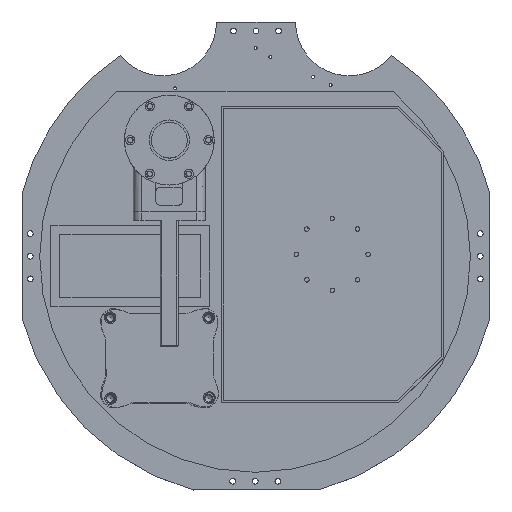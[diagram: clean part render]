
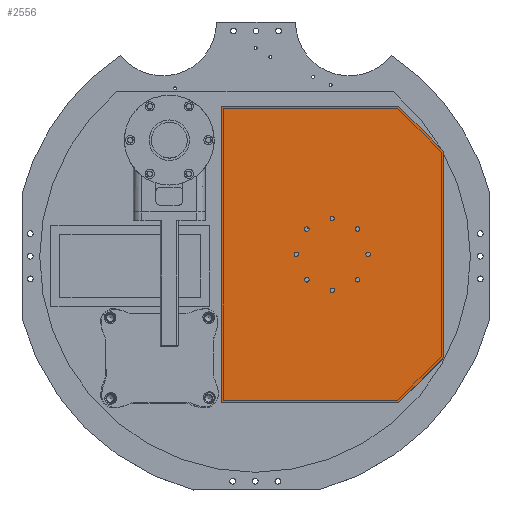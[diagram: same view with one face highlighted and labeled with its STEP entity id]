
A CAD part, top view. The second image highlights one B-rep face of the part: STEP entity #2556.
In plain terms, the highlighted face is planar.
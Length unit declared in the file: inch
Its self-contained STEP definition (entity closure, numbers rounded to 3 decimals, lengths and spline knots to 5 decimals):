
#1415=FACE_BOUND('',#4029,.T.);
#1416=FACE_BOUND('',#4030,.T.);
#1417=FACE_BOUND('',#4031,.T.);
#1418=FACE_BOUND('',#4032,.T.);
#1419=FACE_BOUND('',#4033,.T.);
#1420=FACE_BOUND('',#4034,.T.);
#1421=FACE_BOUND('',#4035,.T.);
#1422=FACE_BOUND('',#4036,.T.);
#1423=FACE_BOUND('',#4037,.T.);
#2042=CIRCLE('',#10598,0.0625);
#2043=CIRCLE('',#10599,0.0625);
#2044=CIRCLE('',#10600,0.0625);
#2045=CIRCLE('',#10601,0.0625);
#2046=CIRCLE('',#10602,0.0625);
#2047=CIRCLE('',#10603,0.0625);
#2048=CIRCLE('',#10604,0.0625);
#2049=CIRCLE('',#10605,0.0625);
#2556=ADVANCED_FACE('',(#1415,#1416,#1417,#1418,#1419,#1420,#1421,#1422,
#1423),#2818,.F.);
#2818=PLANE('',#10606);
#4029=EDGE_LOOP('',(#6201));
#4030=EDGE_LOOP('',(#6202));
#4031=EDGE_LOOP('',(#6203));
#4032=EDGE_LOOP('',(#6204));
#4033=EDGE_LOOP('',(#6205));
#4034=EDGE_LOOP('',(#6206));
#4035=EDGE_LOOP('',(#6207));
#4036=EDGE_LOOP('',(#6208));
#4037=EDGE_LOOP('',(#6209,#6210,#6211,#6212,#6213,#6214));
#6201=ORIENTED_EDGE('',*,*,#8325,.F.);
#6202=ORIENTED_EDGE('',*,*,#8326,.F.);
#6203=ORIENTED_EDGE('',*,*,#8327,.F.);
#6204=ORIENTED_EDGE('',*,*,#8328,.F.);
#6205=ORIENTED_EDGE('',*,*,#8329,.F.);
#6206=ORIENTED_EDGE('',*,*,#8330,.F.);
#6207=ORIENTED_EDGE('',*,*,#8331,.F.);
#6208=ORIENTED_EDGE('',*,*,#8332,.F.);
#6209=ORIENTED_EDGE('',*,*,#8333,.F.);
#6210=ORIENTED_EDGE('',*,*,#8334,.F.);
#6211=ORIENTED_EDGE('',*,*,#8335,.F.);
#6212=ORIENTED_EDGE('',*,*,#8336,.F.);
#6213=ORIENTED_EDGE('',*,*,#8337,.F.);
#6214=ORIENTED_EDGE('',*,*,#8338,.F.);
#7202=VERTEX_POINT('',#16446);
#7203=VERTEX_POINT('',#16448);
#7204=VERTEX_POINT('',#16450);
#7205=VERTEX_POINT('',#16452);
#7206=VERTEX_POINT('',#16454);
#7207=VERTEX_POINT('',#16456);
#7208=VERTEX_POINT('',#16458);
#7209=VERTEX_POINT('',#16460);
#7210=VERTEX_POINT('',#16462);
#7211=VERTEX_POINT('',#16463);
#7212=VERTEX_POINT('',#16465);
#7213=VERTEX_POINT('',#16467);
#7214=VERTEX_POINT('',#16469);
#7215=VERTEX_POINT('',#16471);
#8325=EDGE_CURVE('',#7202,#7202,#2042,.T.);
#8326=EDGE_CURVE('',#7203,#7203,#2043,.T.);
#8327=EDGE_CURVE('',#7204,#7204,#2044,.T.);
#8328=EDGE_CURVE('',#7205,#7205,#2045,.T.);
#8329=EDGE_CURVE('',#7206,#7206,#2046,.T.);
#8330=EDGE_CURVE('',#7207,#7207,#2047,.T.);
#8331=EDGE_CURVE('',#7208,#7208,#2048,.T.);
#8332=EDGE_CURVE('',#7209,#7209,#2049,.T.);
#8333=EDGE_CURVE('',#7210,#7211,#8871,.T.);
#8334=EDGE_CURVE('',#7212,#7210,#8872,.T.);
#8335=EDGE_CURVE('',#7213,#7212,#8873,.T.);
#8336=EDGE_CURVE('',#7214,#7213,#8874,.T.);
#8337=EDGE_CURVE('',#7215,#7214,#8875,.T.);
#8338=EDGE_CURVE('',#7211,#7215,#8876,.T.);
#8871=LINE('',#16461,#9413);
#8872=LINE('',#16464,#9414);
#8873=LINE('',#16466,#9415);
#8874=LINE('',#16468,#9416);
#8875=LINE('',#16470,#9417);
#8876=LINE('',#16472,#9418);
#9413=VECTOR('',#13360,1.);
#9414=VECTOR('',#13361,1.);
#9415=VECTOR('',#13362,1.);
#9416=VECTOR('',#13363,1.);
#9417=VECTOR('',#13364,1.);
#9418=VECTOR('',#13365,1.);
#10598=AXIS2_PLACEMENT_3D('',#16445,#13344,#13345);
#10599=AXIS2_PLACEMENT_3D('',#16447,#13346,#13347);
#10600=AXIS2_PLACEMENT_3D('',#16449,#13348,#13349);
#10601=AXIS2_PLACEMENT_3D('',#16451,#13350,#13351);
#10602=AXIS2_PLACEMENT_3D('',#16453,#13352,#13353);
#10603=AXIS2_PLACEMENT_3D('',#16455,#13354,#13355);
#10604=AXIS2_PLACEMENT_3D('',#16457,#13356,#13357);
#10605=AXIS2_PLACEMENT_3D('',#16459,#13358,#13359);
#10606=AXIS2_PLACEMENT_3D('',#16473,#13366,#13367);
#13344=DIRECTION('',(-1.,0.,0.));
#13345=DIRECTION('',(0.,0.707,-0.707));
#13346=DIRECTION('',(-1.,0.,0.));
#13347=DIRECTION('',(0.,0.707,-0.707));
#13348=DIRECTION('',(-1.,0.,0.));
#13349=DIRECTION('',(0.,0.707,-0.707));
#13350=DIRECTION('',(-1.,0.,0.));
#13351=DIRECTION('',(0.,0.707,-0.707));
#13352=DIRECTION('',(-1.,0.,0.));
#13353=DIRECTION('',(0.,0.707,-0.707));
#13354=DIRECTION('',(-1.,0.,0.));
#13355=DIRECTION('',(0.,0.707,-0.707));
#13356=DIRECTION('',(-1.,0.,0.));
#13357=DIRECTION('',(0.,0.707,-0.707));
#13358=DIRECTION('',(-1.,0.,0.));
#13359=DIRECTION('',(0.,0.707,-0.707));
#13360=DIRECTION('',(0.,0.707,-0.707));
#13361=DIRECTION('',(0.,0.,-1.));
#13362=DIRECTION('',(0.,-1.,0.));
#13363=DIRECTION('',(0.,0.,1.));
#13364=DIRECTION('',(0.,0.707,0.707));
#13365=DIRECTION('',(0.,1.,0.));
#13366=DIRECTION('',(1.,0.,0.));
#13367=DIRECTION('',(0.,0.,1.));
#16445=CARTESIAN_POINT('',(0.,0.,1.));
#16446=CARTESIAN_POINT('',(0.,0.04419,0.95581));
#16447=CARTESIAN_POINT('',(0.,-0.70711,0.70711));
#16448=CARTESIAN_POINT('',(0.,-0.66291,0.66291));
#16449=CARTESIAN_POINT('',(0.,-1.,0.));
#16450=CARTESIAN_POINT('',(0.,-0.95581,-0.04419));
#16451=CARTESIAN_POINT('',(0.,-0.70711,-0.70711));
#16452=CARTESIAN_POINT('',(0.,-0.66291,-0.7513));
#16453=CARTESIAN_POINT('',(0.,0.,-1.));
#16454=CARTESIAN_POINT('',(0.,0.04419,-1.04419));
#16455=CARTESIAN_POINT('',(0.,0.70711,-0.70711));
#16456=CARTESIAN_POINT('',(0.,0.7513,-0.7513));
#16457=CARTESIAN_POINT('',(0.,1.,0.));
#16458=CARTESIAN_POINT('',(0.,1.04419,-0.04419));
#16459=CARTESIAN_POINT('',(0.,0.70711,0.70711));
#16460=CARTESIAN_POINT('',(0.,0.7513,0.66291));
#16461=CARTESIAN_POINT('',(0.,-4.125,-1.85));
#16462=CARTESIAN_POINT('',(0.,-4.125,-1.85));
#16463=CARTESIAN_POINT('',(0.,-2.875,-3.1));
#16464=CARTESIAN_POINT('',(0.,-4.125,3.1));
#16465=CARTESIAN_POINT('',(0.,-4.125,3.1));
#16466=CARTESIAN_POINT('',(0.,4.125,3.1));
#16467=CARTESIAN_POINT('',(0.,4.125,3.1));
#16468=CARTESIAN_POINT('',(0.,4.125,-3.1));
#16469=CARTESIAN_POINT('',(0.,4.125,-1.85));
#16470=CARTESIAN_POINT('',(0.,2.875,-3.1));
#16471=CARTESIAN_POINT('',(0.,2.875,-3.1));
#16472=CARTESIAN_POINT('',(0.,-4.125,-3.1));
#16473=CARTESIAN_POINT('',(0.,0.,0.));
